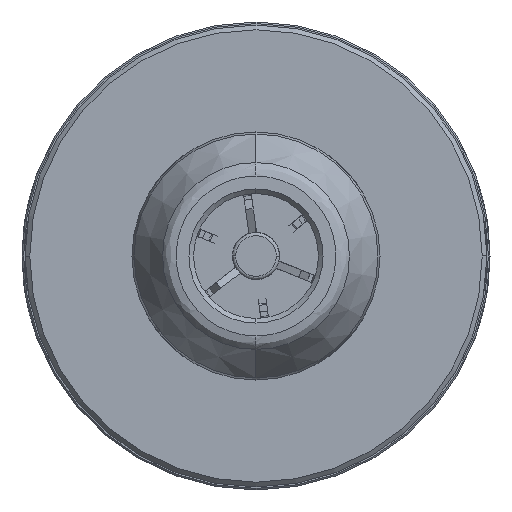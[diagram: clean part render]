
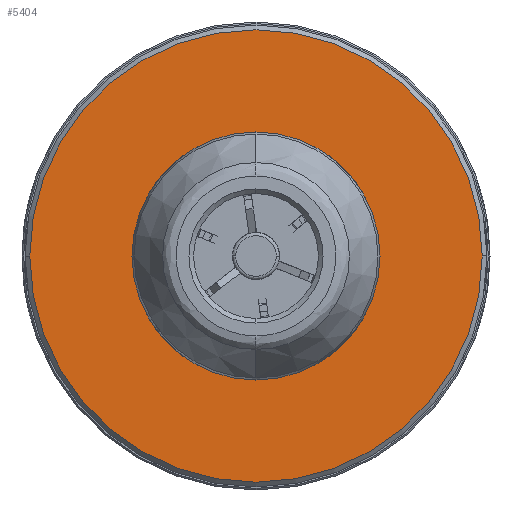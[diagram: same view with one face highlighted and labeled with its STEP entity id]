
A CAD part, left-side view. The second image highlights one B-rep face of the part: STEP entity #5404.
In plain terms, the highlighted planar face has unit normal (-1, 0, 0).
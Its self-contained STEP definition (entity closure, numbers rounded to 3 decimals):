
#221 = VERTEX_POINT ( 'NONE', #21307 ) ;
#521 = EDGE_LOOP ( 'NONE', ( #20118, #4879 ) ) ;
#2514 = VERTEX_POINT ( 'NONE', #20077 ) ;
#2553 = DIRECTION ( 'NONE',  ( -1., 0., 0. ) ) ;
#2919 = FACE_BOUND ( 'NONE', #521, .T. ) ;
#3236 = CIRCLE ( 'NONE', #8264, 6.9 ) ;
#3358 = DIRECTION ( 'NONE',  ( 1., 0., 0. ) ) ;
#3872 = PLANE ( 'NONE',  #9655 ) ;
#4104 = AXIS2_PLACEMENT_3D ( 'NONE', #13236, #3358, #14902 ) ;
#4235 = CARTESIAN_POINT ( 'NONE',  ( 12.5, 0., 0. ) ) ;
#4879 = ORIENTED_EDGE ( 'NONE', *, *, #7534, .F. ) ;
#5404 = ADVANCED_FACE ( 'NONE', ( #2919, #20533 ), #3872, .F. ) ;
#5530 = DIRECTION ( 'NONE',  ( 1., 0., 0. ) ) ;
#5906 = DIRECTION ( 'NONE',  ( 0., 0., 1. ) ) ;
#6290 = CARTESIAN_POINT ( 'NONE',  ( 12.5, -14.5, 0. ) ) ;
#6695 = AXIS2_PLACEMENT_3D ( 'NONE', #12418, #2553, #14117 ) ;
#7047 = ORIENTED_EDGE ( 'NONE', *, *, #9741, .F. ) ;
#7453 = EDGE_CURVE ( 'NONE', #9017, #18468, #18890, .T. ) ;
#7534 = EDGE_CURVE ( 'NONE', #2514, #221, #15769, .T. ) ;
#7734 = CARTESIAN_POINT ( 'NONE',  ( 12.5, 14.5, 0. ) ) ;
#8264 = AXIS2_PLACEMENT_3D ( 'NONE', #4235, #15780, #5906 ) ;
#8383 = ORIENTED_EDGE ( 'NONE', *, *, #7453, .F. ) ;
#8971 = CARTESIAN_POINT ( 'NONE',  ( 12.5, 0., 0. ) ) ;
#9017 = VERTEX_POINT ( 'NONE', #6290 ) ;
#9655 = AXIS2_PLACEMENT_3D ( 'NONE', #20362, #5530, #17056 ) ;
#9741 = EDGE_CURVE ( 'NONE', #18468, #9017, #14867, .T. ) ;
#10630 = DIRECTION ( 'NONE',  ( 0., 1., 0. ) ) ;
#11280 = EDGE_CURVE ( 'NONE', #221, #2514, #3236, .T. ) ;
#12418 = CARTESIAN_POINT ( 'NONE',  ( 12.5, 0., 0. ) ) ;
#13236 = CARTESIAN_POINT ( 'NONE',  ( 12.5, 0., 0. ) ) ;
#14117 = DIRECTION ( 'NONE',  ( 0., 0., 1. ) ) ;
#14867 = CIRCLE ( 'NONE', #4104, 14.5 ) ;
#14902 = DIRECTION ( 'NONE',  ( 0., 1., 0. ) ) ;
#15769 = CIRCLE ( 'NONE', #6695, 6.9 ) ;
#15780 = DIRECTION ( 'NONE',  ( -1., 0., 0. ) ) ;
#16735 = EDGE_LOOP ( 'NONE', ( #7047, #8383 ) ) ;
#17056 = DIRECTION ( 'NONE',  ( 0., 0., -1. ) ) ;
#18468 = VERTEX_POINT ( 'NONE', #7734 ) ;
#18890 = CIRCLE ( 'NONE', #20423, 14.5 ) ;
#20077 = CARTESIAN_POINT ( 'NONE',  ( 12.5, 0., -6.9 ) ) ;
#20118 = ORIENTED_EDGE ( 'NONE', *, *, #11280, .F. ) ;
#20362 = CARTESIAN_POINT ( 'NONE',  ( 12.5, 0., 0. ) ) ;
#20423 = AXIS2_PLACEMENT_3D ( 'NONE', #8971, #20574, #10630 ) ;
#20533 = FACE_OUTER_BOUND ( 'NONE', #16735, .T. ) ;
#20574 = DIRECTION ( 'NONE',  ( 1., 0., 0. ) ) ;
#21307 = CARTESIAN_POINT ( 'NONE',  ( 12.5, 0., 6.9 ) ) ;
